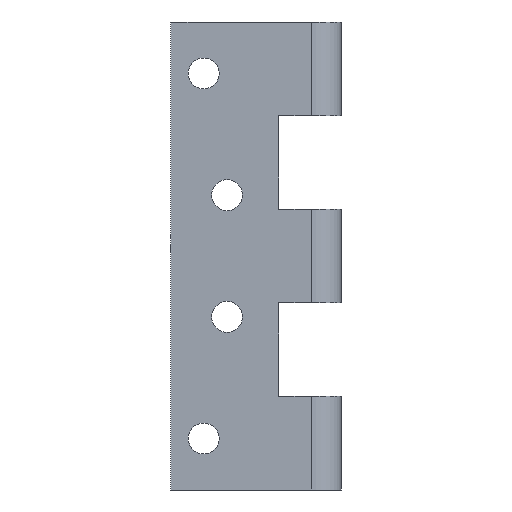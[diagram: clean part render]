
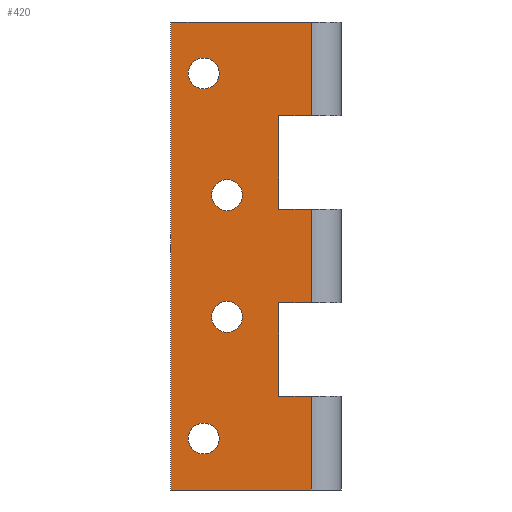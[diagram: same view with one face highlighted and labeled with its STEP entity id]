
A CAD part, front view. The second image highlights one B-rep face of the part: STEP entity #420.
In plain terms, the highlighted planar face has unit normal (0, -1, 0).
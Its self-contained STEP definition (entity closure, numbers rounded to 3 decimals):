
#19=FACE_BOUND('',#77,.T.);
#20=FACE_BOUND('',#78,.T.);
#21=FACE_BOUND('',#79,.T.);
#22=FACE_BOUND('',#80,.T.);
#30=PLANE('',#484);
#51=FACE_OUTER_BOUND('',#76,.T.);
#76=EDGE_LOOP('',(#341,#342,#343,#344,#345,#346,#347,#348,#349,#350,#351,
#352));
#77=EDGE_LOOP('',(#353));
#78=EDGE_LOOP('',(#354));
#79=EDGE_LOOP('',(#355));
#80=EDGE_LOOP('',(#356));
#104=LINE('',#666,#141);
#106=LINE('',#675,#143);
#108=LINE('',#684,#145);
#118=LINE('',#703,#155);
#119=LINE('',#705,#156);
#120=LINE('',#706,#157);
#121=LINE('',#708,#158);
#122=LINE('',#710,#159);
#123=LINE('',#711,#160);
#124=LINE('',#713,#161);
#125=LINE('',#715,#162);
#126=LINE('',#716,#163);
#141=VECTOR('',#552,1000.);
#143=VECTOR('',#560,1000.);
#145=VECTOR('',#568,1000.);
#155=VECTOR('',#582,1000.);
#156=VECTOR('',#583,1000.);
#157=VECTOR('',#584,1000.);
#158=VECTOR('',#585,1000.);
#159=VECTOR('',#586,1000.);
#160=VECTOR('',#587,1000.);
#161=VECTOR('',#588,1000.);
#162=VECTOR('',#589,1000.);
#163=VECTOR('',#590,1000.);
#171=CIRCLE('',#455,3.3);
#173=CIRCLE('',#458,3.3);
#175=CIRCLE('',#461,3.3);
#177=CIRCLE('',#464,3.3);
#191=VERTEX_POINT('',#619);
#193=VERTEX_POINT('',#625);
#195=VERTEX_POINT('',#631);
#197=VERTEX_POINT('',#637);
#204=VERTEX_POINT('',#659);
#207=VERTEX_POINT('',#664);
#208=VERTEX_POINT('',#668);
#211=VERTEX_POINT('',#673);
#212=VERTEX_POINT('',#677);
#215=VERTEX_POINT('',#682);
#222=VERTEX_POINT('',#702);
#223=VERTEX_POINT('',#704);
#224=VERTEX_POINT('',#707);
#225=VERTEX_POINT('',#709);
#226=VERTEX_POINT('',#712);
#227=VERTEX_POINT('',#714);
#230=EDGE_CURVE('',#191,#191,#171,.T.);
#233=EDGE_CURVE('',#193,#193,#173,.T.);
#236=EDGE_CURVE('',#195,#195,#175,.T.);
#239=EDGE_CURVE('',#197,#197,#177,.T.);
#252=EDGE_CURVE('',#204,#207,#104,.T.);
#256=EDGE_CURVE('',#208,#211,#106,.T.);
#260=EDGE_CURVE('',#212,#215,#108,.T.);
#270=EDGE_CURVE('',#215,#222,#118,.T.);
#271=EDGE_CURVE('',#222,#223,#119,.T.);
#272=EDGE_CURVE('',#223,#208,#120,.T.);
#273=EDGE_CURVE('',#211,#224,#121,.T.);
#274=EDGE_CURVE('',#224,#225,#122,.T.);
#275=EDGE_CURVE('',#225,#204,#123,.T.);
#276=EDGE_CURVE('',#226,#207,#124,.T.);
#277=EDGE_CURVE('',#227,#226,#125,.T.);
#278=EDGE_CURVE('',#227,#212,#126,.T.);
#341=ORIENTED_EDGE('',*,*,#260,.T.);
#342=ORIENTED_EDGE('',*,*,#270,.T.);
#343=ORIENTED_EDGE('',*,*,#271,.T.);
#344=ORIENTED_EDGE('',*,*,#272,.T.);
#345=ORIENTED_EDGE('',*,*,#256,.T.);
#346=ORIENTED_EDGE('',*,*,#273,.T.);
#347=ORIENTED_EDGE('',*,*,#274,.T.);
#348=ORIENTED_EDGE('',*,*,#275,.T.);
#349=ORIENTED_EDGE('',*,*,#252,.T.);
#350=ORIENTED_EDGE('',*,*,#276,.F.);
#351=ORIENTED_EDGE('',*,*,#277,.F.);
#352=ORIENTED_EDGE('',*,*,#278,.T.);
#353=ORIENTED_EDGE('',*,*,#230,.T.);
#354=ORIENTED_EDGE('',*,*,#233,.T.);
#355=ORIENTED_EDGE('',*,*,#236,.T.);
#356=ORIENTED_EDGE('',*,*,#239,.T.);
#420=ADVANCED_FACE('',(#51,#19,#20,#21,#22),#30,.T.);
#455=AXIS2_PLACEMENT_3D('',#621,#501,#502);
#458=AXIS2_PLACEMENT_3D('',#627,#508,#509);
#461=AXIS2_PLACEMENT_3D('',#633,#515,#516);
#464=AXIS2_PLACEMENT_3D('',#639,#522,#523);
#484=AXIS2_PLACEMENT_3D('',#701,#580,#581);
#501=DIRECTION('center_axis',(0.,1.,0.));
#502=DIRECTION('ref_axis',(0.,0.,1.));
#508=DIRECTION('center_axis',(0.,1.,0.));
#509=DIRECTION('ref_axis',(0.,0.,1.));
#515=DIRECTION('center_axis',(0.,1.,0.));
#516=DIRECTION('ref_axis',(0.,0.,1.));
#522=DIRECTION('center_axis',(0.,1.,0.));
#523=DIRECTION('ref_axis',(0.,0.,1.));
#552=DIRECTION('',(0.,0.,1.));
#560=DIRECTION('',(0.,0.,1.));
#568=DIRECTION('',(0.,0.,1.));
#580=DIRECTION('center_axis',(0.,-1.,0.));
#581=DIRECTION('ref_axis',(0.,0.,-1.));
#582=DIRECTION('',(-1.,0.,0.));
#583=DIRECTION('',(0.,0.,1.));
#584=DIRECTION('',(1.,0.,0.));
#585=DIRECTION('',(-1.,0.,0.));
#586=DIRECTION('',(0.,0.,1.));
#587=DIRECTION('',(1.,0.,0.));
#588=DIRECTION('',(1.,0.,0.));
#589=DIRECTION('',(0.,0.,1.));
#590=DIRECTION('',(1.,0.,0.));
#619=CARTESIAN_POINT('',(-18.,0.,-59.7));
#621=CARTESIAN_POINT('Origin',(-18.,0.,-63.));
#625=CARTESIAN_POINT('',(-18.,0.,-33.7));
#627=CARTESIAN_POINT('Origin',(-18.,0.,-37.));
#631=CARTESIAN_POINT('',(-23.,0.,-7.7));
#633=CARTESIAN_POINT('Origin',(-23.,0.,-11.));
#637=CARTESIAN_POINT('',(-23.,0.,-85.7));
#639=CARTESIAN_POINT('Origin',(-23.,0.,-89.));
#659=CARTESIAN_POINT('',(0.,0.,-20.));
#664=CARTESIAN_POINT('',(0.,0.,0.));
#666=CARTESIAN_POINT('',(0.,0.,-100.));
#668=CARTESIAN_POINT('',(0.,0.,-60.));
#673=CARTESIAN_POINT('',(0.,0.,-40.));
#675=CARTESIAN_POINT('',(0.,0.,-100.));
#677=CARTESIAN_POINT('',(0.,0.,-100.));
#682=CARTESIAN_POINT('',(0.,0.,-80.));
#684=CARTESIAN_POINT('',(0.,0.,-100.));
#701=CARTESIAN_POINT('Origin',(-30.,0.,-100.));
#702=CARTESIAN_POINT('',(-6.985,0.,-80.));
#703=CARTESIAN_POINT('',(6.985,0.,-80.));
#704=CARTESIAN_POINT('',(-6.985,0.,-60.));
#705=CARTESIAN_POINT('',(-6.985,0.,-80.));
#706=CARTESIAN_POINT('',(-6.985,0.,-60.));
#707=CARTESIAN_POINT('',(-6.985,0.,-40.));
#708=CARTESIAN_POINT('',(6.985,0.,-40.));
#709=CARTESIAN_POINT('',(-6.985,0.,-20.));
#710=CARTESIAN_POINT('',(-6.985,0.,-40.));
#711=CARTESIAN_POINT('',(-6.985,0.,-20.));
#712=CARTESIAN_POINT('',(-30.,0.,0.));
#713=CARTESIAN_POINT('',(-30.,0.,0.));
#714=CARTESIAN_POINT('',(-30.,0.,-100.));
#715=CARTESIAN_POINT('',(-30.,0.,-100.));
#716=CARTESIAN_POINT('',(-30.,0.,-100.));
